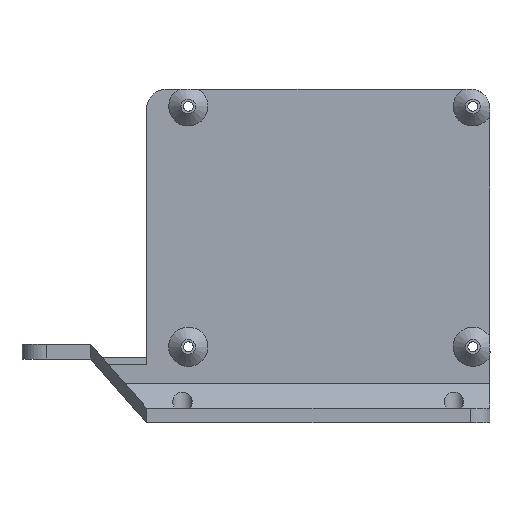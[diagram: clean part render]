
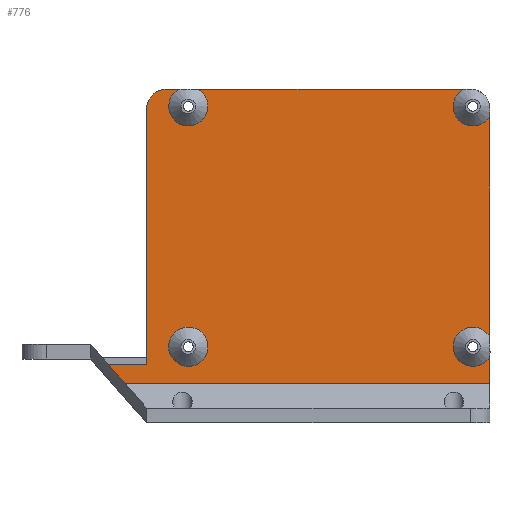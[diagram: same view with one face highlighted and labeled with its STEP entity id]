
A CAD part, front view. The second image highlights one B-rep face of the part: STEP entity #776.
In plain terms, the highlighted planar face has unit normal (0, -1, 0).
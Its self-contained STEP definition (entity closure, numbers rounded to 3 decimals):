
#34=FACE_BOUND('',#128,.T.);
#55=PLANE('',#842);
#81=FACE_OUTER_BOUND('',#127,.T.);
#127=EDGE_LOOP('',(#574,#575,#576,#577,#578,#579,#580,#581,#582,#583,#584,
#585,#586));
#128=EDGE_LOOP('',(#587));
#186=LINE('',#1176,#254);
#195=LINE('',#1194,#263);
#200=LINE('',#1205,#268);
#203=LINE('',#1217,#271);
#204=LINE('',#1221,#272);
#205=LINE('',#1225,#273);
#206=LINE('',#1231,#274);
#207=LINE('',#1234,#275);
#254=VECTOR('',#940,10.);
#263=VECTOR('',#955,10.);
#268=VECTOR('',#964,10.);
#271=VECTOR('',#975,10.);
#272=VECTOR('',#978,10.);
#273=VECTOR('',#981,10.);
#274=VECTOR('',#986,10.);
#275=VECTOR('',#989,10.);
#315=CIRCLE('',#843,4.);
#316=CIRCLE('',#844,4.);
#317=CIRCLE('',#845,4.);
#318=CIRCLE('',#846,4.);
#319=CIRCLE('',#847,4.);
#320=CIRCLE('',#848,4.);
#358=VERTEX_POINT('',#1172);
#360=VERTEX_POINT('',#1175);
#366=VERTEX_POINT('',#1192);
#370=VERTEX_POINT('',#1203);
#375=VERTEX_POINT('',#1216);
#376=VERTEX_POINT('',#1218);
#377=VERTEX_POINT('',#1220);
#378=VERTEX_POINT('',#1222);
#379=VERTEX_POINT('',#1224);
#380=VERTEX_POINT('',#1226);
#381=VERTEX_POINT('',#1228);
#382=VERTEX_POINT('',#1230);
#383=VERTEX_POINT('',#1232);
#384=VERTEX_POINT('',#1235);
#434=EDGE_CURVE('',#360,#358,#186,.T.);
#443=EDGE_CURVE('',#366,#358,#195,.T.);
#449=EDGE_CURVE('',#370,#366,#200,.T.);
#455=EDGE_CURVE('',#375,#370,#203,.T.);
#456=EDGE_CURVE('',#376,#375,#315,.T.);
#457=EDGE_CURVE('',#377,#376,#204,.T.);
#458=EDGE_CURVE('',#378,#377,#316,.T.);
#459=EDGE_CURVE('',#379,#378,#205,.T.);
#460=EDGE_CURVE('',#380,#379,#317,.T.);
#461=EDGE_CURVE('',#381,#380,#318,.T.);
#462=EDGE_CURVE('',#382,#381,#206,.T.);
#463=EDGE_CURVE('',#383,#382,#319,.T.);
#464=EDGE_CURVE('',#360,#383,#207,.T.);
#465=EDGE_CURVE('',#384,#384,#320,.T.);
#574=ORIENTED_EDGE('',*,*,#449,.F.);
#575=ORIENTED_EDGE('',*,*,#455,.F.);
#576=ORIENTED_EDGE('',*,*,#456,.F.);
#577=ORIENTED_EDGE('',*,*,#457,.F.);
#578=ORIENTED_EDGE('',*,*,#458,.F.);
#579=ORIENTED_EDGE('',*,*,#459,.F.);
#580=ORIENTED_EDGE('',*,*,#460,.F.);
#581=ORIENTED_EDGE('',*,*,#461,.F.);
#582=ORIENTED_EDGE('',*,*,#462,.F.);
#583=ORIENTED_EDGE('',*,*,#463,.F.);
#584=ORIENTED_EDGE('',*,*,#464,.F.);
#585=ORIENTED_EDGE('',*,*,#434,.T.);
#586=ORIENTED_EDGE('',*,*,#443,.F.);
#587=ORIENTED_EDGE('',*,*,#465,.F.);
#776=ADVANCED_FACE('',(#81,#34),#55,.F.);
#842=AXIS2_PLACEMENT_3D('',#1215,#973,#974);
#843=AXIS2_PLACEMENT_3D('',#1219,#976,#977);
#844=AXIS2_PLACEMENT_3D('',#1223,#979,#980);
#845=AXIS2_PLACEMENT_3D('',#1227,#982,#983);
#846=AXIS2_PLACEMENT_3D('',#1229,#984,#985);
#847=AXIS2_PLACEMENT_3D('',#1233,#987,#988);
#848=AXIS2_PLACEMENT_3D('',#1236,#990,#991);
#940=DIRECTION('',(-1.,0.,0.));
#955=DIRECTION('',(-0.659,0.,0.752));
#964=DIRECTION('',(-1.,0.,0.));
#973=DIRECTION('center_axis',(0.,1.,0.));
#974=DIRECTION('ref_axis',(-1.,0.,0.));
#975=DIRECTION('',(0.,0.,-1.));
#976=DIRECTION('center_axis',(0.,-1.,0.));
#977=DIRECTION('ref_axis',(-1.,0.,0.));
#978=DIRECTION('',(0.,0.,-1.));
#979=DIRECTION('center_axis',(0.,-1.,0.));
#980=DIRECTION('ref_axis',(-1.,0.,0.));
#981=DIRECTION('',(1.,0.,0.));
#982=DIRECTION('center_axis',(0.,-1.,0.));
#983=DIRECTION('ref_axis',(-1.,0.,0.));
#984=DIRECTION('center_axis',(0.,-1.,0.));
#985=DIRECTION('ref_axis',(-1.,0.,0.));
#986=DIRECTION('',(1.,0.,0.));
#987=DIRECTION('center_axis',(0.,1.,0.));
#988=DIRECTION('ref_axis',(-1.,0.,0.));
#989=DIRECTION('',(0.,0.,1.));
#990=DIRECTION('center_axis',(0.,-1.,0.));
#991=DIRECTION('ref_axis',(-1.,0.,0.));
#1172=CARTESIAN_POINT('',(12.582,-17.14,11.916));
#1175=CARTESIAN_POINT('',(20.4,-17.14,11.916));
#1176=CARTESIAN_POINT('',(20.4,-17.14,11.916));
#1192=CARTESIAN_POINT('',(16.015,-17.14,8.));
#1194=CARTESIAN_POINT('',(13.461,-17.14,10.913));
#1203=CARTESIAN_POINT('',(90.4,-17.14,8.));
#1205=CARTESIAN_POINT('',(55.4,-17.14,8.));
#1215=CARTESIAN_POINT('Origin',(55.4,-17.14,34.));
#1216=CARTESIAN_POINT('',(90.4,-17.14,13.564));
#1217=CARTESIAN_POINT('',(90.4,-17.14,64.));
#1218=CARTESIAN_POINT('',(90.4,-17.14,17.436));
#1219=CARTESIAN_POINT('Origin',(86.9,-17.14,15.5));
#1220=CARTESIAN_POINT('',(90.4,-17.14,62.564));
#1221=CARTESIAN_POINT('',(90.4,-17.14,64.));
#1222=CARTESIAN_POINT('',(84.964,-17.14,68.));
#1223=CARTESIAN_POINT('Origin',(86.9,-17.14,64.5));
#1224=CARTESIAN_POINT('',(30.836,-17.14,68.));
#1225=CARTESIAN_POINT('',(24.4,-17.14,68.));
#1226=CARTESIAN_POINT('',(32.9,-17.14,64.5));
#1227=CARTESIAN_POINT('Origin',(28.9,-17.14,64.5));
#1228=CARTESIAN_POINT('',(26.964,-17.14,68.));
#1229=CARTESIAN_POINT('Origin',(28.9,-17.14,64.5));
#1230=CARTESIAN_POINT('',(24.4,-17.14,68.));
#1231=CARTESIAN_POINT('',(24.4,-17.14,68.));
#1232=CARTESIAN_POINT('',(20.4,-17.14,64.));
#1233=CARTESIAN_POINT('Origin',(24.4,-17.14,64.));
#1234=CARTESIAN_POINT('',(20.4,-17.14,0.));
#1235=CARTESIAN_POINT('',(32.9,-17.14,15.5));
#1236=CARTESIAN_POINT('Origin',(28.9,-17.14,15.5));
